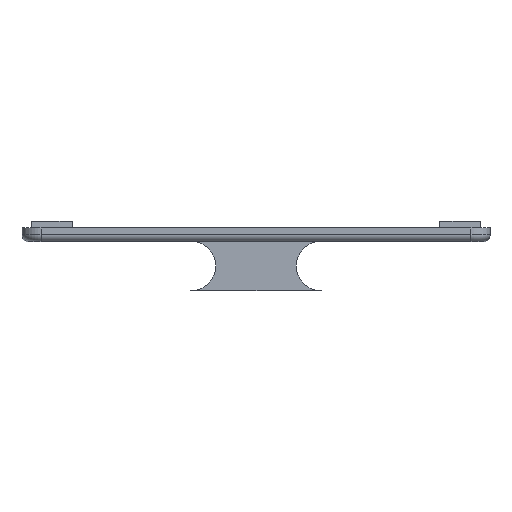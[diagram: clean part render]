
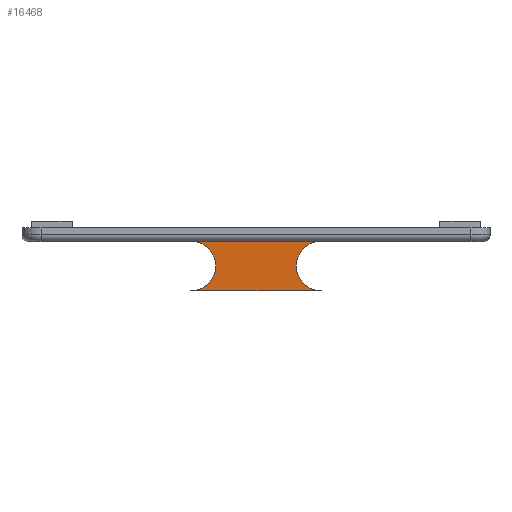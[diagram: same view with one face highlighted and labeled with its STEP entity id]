
A CAD part, top view. The second image highlights one B-rep face of the part: STEP entity #16468.
In plain terms, the highlighted planar face has unit normal (0, 0, 1).
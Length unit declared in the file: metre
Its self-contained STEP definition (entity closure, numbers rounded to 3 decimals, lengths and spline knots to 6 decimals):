
#784=LINE('',#22872,#2980);
#2251=LINE('',#25874,#4447);
#2980=VECTOR('',#18216,1.);
#4447=VECTOR('',#21255,1.);
#8990=ORIENTED_EDGE('',*,*,#11339,.F.);
#8991=ORIENTED_EDGE('',*,*,#11340,.T.);
#8992=ORIENTED_EDGE('',*,*,#11341,.F.);
#8993=ORIENTED_EDGE('',*,*,#9830,.F.);
#9830=EDGE_CURVE('',#12128,#12129,#784,.T.);
#11339=EDGE_CURVE('',#12876,#12128,#12970,.T.);
#11340=EDGE_CURVE('',#12876,#12877,#2251,.T.);
#11341=EDGE_CURVE('',#12129,#12877,#12971,.T.);
#12128=VERTEX_POINT('',#22873);
#12129=VERTEX_POINT('',#22874);
#12876=VERTEX_POINT('',#25873);
#12877=VERTEX_POINT('',#25875);
#12970=CIRCLE('',#17341,0.007239);
#12971=CIRCLE('',#17342,0.007239);
#13974=EDGE_LOOP('',(#8990,#8991,#8992,#8993));
#14980=FACE_BOUND('',#13974,.T.);
#15715=PLANE('',#17340);
#16468=ADVANCED_FACE('',(#14980),#15715,.T.);
#17340=AXIS2_PLACEMENT_3D('',#25871,#21251,#21252);
#17341=AXIS2_PLACEMENT_3D('',#25872,#21253,#21254);
#17342=AXIS2_PLACEMENT_3D('',#25876,#21256,#21257);
#18216=DIRECTION('',(1.,0.,0.));
#21251=DIRECTION('',(0.,0.,1.));
#21252=DIRECTION('',(1.,0.,0.));
#21253=DIRECTION('',(0.,0.,1.));
#21254=DIRECTION('',(1.,0.,0.));
#21255=DIRECTION('',(1.,0.,0.));
#21256=DIRECTION('',(0.,0.,1.));
#21257=DIRECTION('',(1.,0.,0.));
#22872=CARTESIAN_POINT('',(0.067945,-0.05461,0.133554));
#22873=CARTESIAN_POINT('',(0.048995,-0.05461,0.133554));
#22874=CARTESIAN_POINT('',(0.086895,-0.05461,0.133554));
#25871=CARTESIAN_POINT('',(0.067945,-0.069088,0.133554));
#25872=CARTESIAN_POINT('',(0.048995,-0.061849,0.133554));
#25873=CARTESIAN_POINT('',(0.048995,-0.069088,0.133554));
#25874=CARTESIAN_POINT('',(0.067945,-0.069088,0.133554));
#25875=CARTESIAN_POINT('',(0.086895,-0.069088,0.133554));
#25876=CARTESIAN_POINT('',(0.086895,-0.061849,0.133554));
